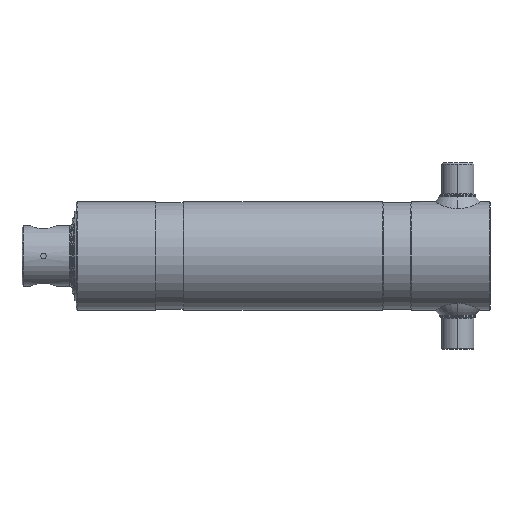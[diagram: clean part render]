
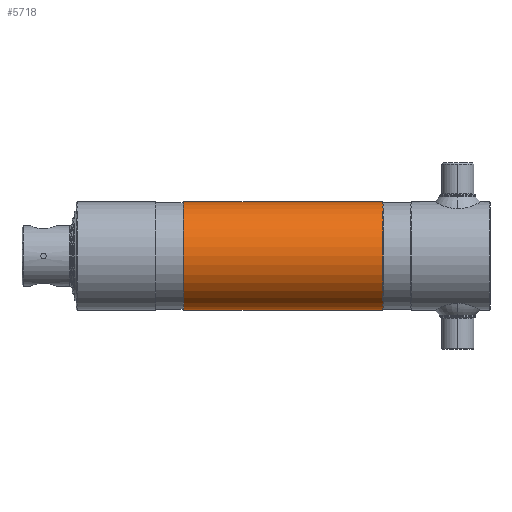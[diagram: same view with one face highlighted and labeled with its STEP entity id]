
A CAD part, left-side view. The second image highlights one B-rep face of the part: STEP entity #5718.
In plain terms, the highlighted cylindrical face has radius 75.75 mm (diameter 151.5 mm), a partial arc.
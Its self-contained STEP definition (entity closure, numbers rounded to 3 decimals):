
#26 = EDGE_CURVE ( 'NONE', #5201, #4097, #8834, .T. ) ;
#727 = DIRECTION ( 'NONE',  ( 0., 0., 1. ) ) ;
#941 = CARTESIAN_POINT ( 'NONE',  ( 0., 522.61, 75.75 ) ) ;
#1246 = ORIENTED_EDGE ( 'NONE', *, *, #5809, .T. ) ;
#1257 = CARTESIAN_POINT ( 'NONE',  ( 0., 522.61, -75.75 ) ) ;
#1466 = AXIS2_PLACEMENT_3D ( 'NONE', #9586, #5180, #727 ) ;
#1479 = DIRECTION ( 'NONE',  ( 0., 0., 1. ) ) ;
#2411 = CARTESIAN_POINT ( 'NONE',  ( 0., 150., 75.75 ) ) ;
#2667 = CARTESIAN_POINT ( 'NONE',  ( 0., 150., 0. ) ) ;
#2974 = CARTESIAN_POINT ( 'NONE',  ( 0., 428., -75.75 ) ) ;
#3212 = DIRECTION ( 'NONE',  ( 0., 1., 0. ) ) ;
#3334 = ORIENTED_EDGE ( 'NONE', *, *, #3688, .T. ) ;
#3424 = DIRECTION ( 'NONE',  ( 0., 0., 1. ) ) ;
#3589 = CARTESIAN_POINT ( 'NONE',  ( 0., 150., -75.75 ) ) ;
#3664 = VERTEX_POINT ( 'NONE', #2411 ) ;
#3675 = FACE_OUTER_BOUND ( 'NONE', #5722, .T. ) ;
#3688 = EDGE_CURVE ( 'NONE', #3664, #4097, #4160, .T. ) ;
#4097 = VERTEX_POINT ( 'NONE', #7192 ) ;
#4160 = LINE ( 'NONE', #941, #7846 ) ;
#4653 = LINE ( 'NONE', #1257, #6371 ) ;
#4718 = AXIS2_PLACEMENT_3D ( 'NONE', #6678, #5925, #1479 ) ;
#4924 = CIRCLE ( 'NONE', #7681, 75.75 ) ;
#5180 = DIRECTION ( 'NONE',  ( 0., 1., 0. ) ) ;
#5201 = VERTEX_POINT ( 'NONE', #2974 ) ;
#5445 = ORIENTED_EDGE ( 'NONE', *, *, #9417, .F. ) ;
#5705 = DIRECTION ( 'NONE',  ( 0., 1., 0. ) ) ;
#5718 = ADVANCED_FACE ( 'NONE', ( #3675 ), #7353, .T. ) ;
#5722 = EDGE_LOOP ( 'NONE', ( #5445, #1246, #3334, #8820 ) ) ;
#5809 = EDGE_CURVE ( 'NONE', #9539, #3664, #4924, .T. ) ;
#5925 = DIRECTION ( 'NONE',  ( 0., 1., 0. ) ) ;
#6371 = VECTOR ( 'NONE', #5705, 1000. ) ;
#6678 = CARTESIAN_POINT ( 'NONE',  ( 0., 522.61, 0. ) ) ;
#7192 = CARTESIAN_POINT ( 'NONE',  ( 0., 428., 75.75 ) ) ;
#7353 = CYLINDRICAL_SURFACE ( 'NONE', #4718, 75.75 ) ;
#7681 = AXIS2_PLACEMENT_3D ( 'NONE', #2667, #7840, #3424 ) ;
#7840 = DIRECTION ( 'NONE',  ( 0., 1., 0. ) ) ;
#7846 = VECTOR ( 'NONE', #3212, 1000. ) ;
#8820 = ORIENTED_EDGE ( 'NONE', *, *, #26, .F. ) ;
#8834 = CIRCLE ( 'NONE', #1466, 75.75 ) ;
#9417 = EDGE_CURVE ( 'NONE', #9539, #5201, #4653, .T. ) ;
#9539 = VERTEX_POINT ( 'NONE', #3589 ) ;
#9586 = CARTESIAN_POINT ( 'NONE',  ( 0., 428., 0. ) ) ;
